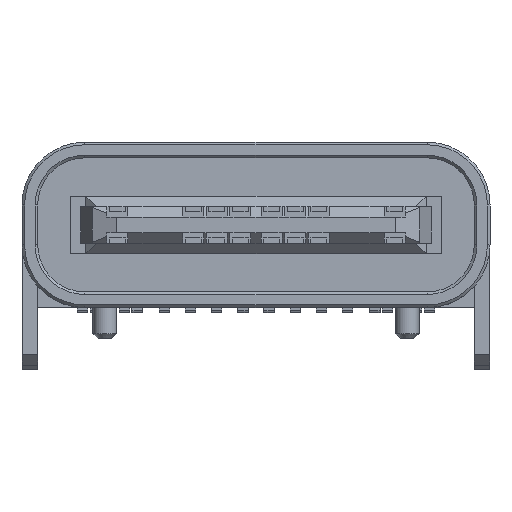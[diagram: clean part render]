
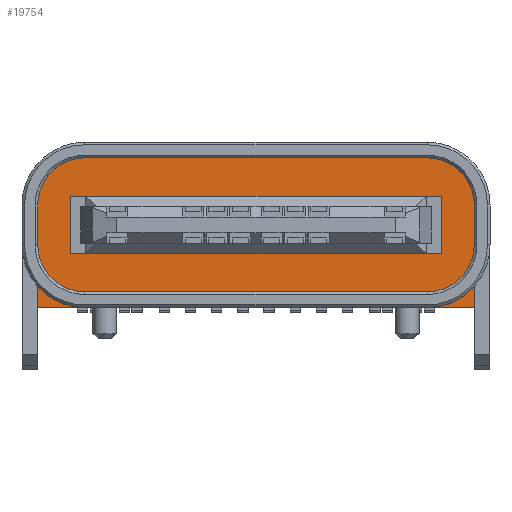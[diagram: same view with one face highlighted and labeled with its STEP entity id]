
A CAD part, front view. The second image highlights one B-rep face of the part: STEP entity #19754.
In plain terms, the highlighted planar face has unit normal (0, -1, 0).
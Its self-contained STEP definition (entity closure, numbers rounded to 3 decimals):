
#217 = ORIENTED_EDGE ( 'NONE', *, *, #30875, .F. ) ;
#456 = ORIENTED_EDGE ( 'NONE', *, *, #36588, .T. ) ;
#840 = FACE_OUTER_BOUND ( 'NONE', #2644, .T. ) ;
#1365 = VECTOR ( 'NONE', #35753, 1000. ) ;
#1617 = CARTESIAN_POINT ( 'NONE',  ( -3.27, 1.825, 2.86 ) ) ;
#1865 = ORIENTED_EDGE ( 'NONE', *, *, #13106, .F. ) ;
#2455 = DIRECTION ( 'NONE',  ( 0., 0., -1. ) ) ;
#2644 = EDGE_LOOP ( 'NONE', ( #9443, #14646, #1865, #36181, #20283, #35463 ) ) ;
#3188 = CARTESIAN_POINT ( 'NONE',  ( 3.55, 1.825, 1.03 ) ) ;
#3604 = CARTESIAN_POINT ( 'NONE',  ( -4.17, 1.825, 11.403 ) ) ;
#3810 = VERTEX_POINT ( 'NONE', #19813 ) ;
#3845 = VECTOR ( 'NONE', #13994, 1000. ) ;
#4764 = VERTEX_POINT ( 'NONE', #3188 ) ;
#4905 = EDGE_CURVE ( 'NONE', #29374, #29726, #9865, .T. ) ;
#5319 = CARTESIAN_POINT ( 'NONE',  ( -3.55, 1.825, 2.13 ) ) ;
#5434 = VERTEX_POINT ( 'NONE', #10987 ) ;
#5980 = CARTESIAN_POINT ( 'NONE',  ( -3.55, 1.825, 1.03 ) ) ;
#6324 = CARTESIAN_POINT ( 'NONE',  ( 4.17, 1.825, 1.2 ) ) ;
#7757 = DIRECTION ( 'NONE',  ( 0., -1., 0. ) ) ;
#7782 = EDGE_CURVE ( 'NONE', #23155, #25146, #30876, .T. ) ;
#8196 = LINE ( 'NONE', #5980, #18071 ) ;
#8200 = CIRCLE ( 'NONE', #11730, 0.9 ) ;
#8423 = CARTESIAN_POINT ( 'NONE',  ( 4.17, 1.825, 1.96 ) ) ;
#8461 = ORIENTED_EDGE ( 'NONE', *, *, #17305, .F. ) ;
#9443 = ORIENTED_EDGE ( 'NONE', *, *, #25374, .T. ) ;
#9523 = CIRCLE ( 'NONE', #34365, 0.9 ) ;
#9728 = FACE_BOUND ( 'NONE', #9791, .T. ) ;
#9791 = EDGE_LOOP ( 'NONE', ( #8461, #456, #217, #31330 ) ) ;
#9806 = LINE ( 'NONE', #21072, #17015 ) ;
#9865 = LINE ( 'NONE', #24456, #1365 ) ;
#9918 = DIRECTION ( 'NONE',  ( 0., 0., 1. ) ) ;
#9984 = DIRECTION ( 'NONE',  ( 0., 0., 1. ) ) ;
#10020 = VERTEX_POINT ( 'NONE', #26812 ) ;
#10987 = CARTESIAN_POINT ( 'NONE',  ( -3.55, 1.825, 1.03 ) ) ;
#11730 = AXIS2_PLACEMENT_3D ( 'NONE', #25129, #7757, #33481 ) ;
#12153 = DIRECTION ( 'NONE',  ( 0., 1., 0. ) ) ;
#13067 = LINE ( 'NONE', #23644, #16031 ) ;
#13106 = EDGE_CURVE ( 'NONE', #27798, #29374, #9523, .T. ) ;
#13188 = LINE ( 'NONE', #33015, #26349 ) ;
#13292 = VERTEX_POINT ( 'NONE', #8423 ) ;
#13994 = DIRECTION ( 'NONE',  ( -1., 0., 0. ) ) ;
#14549 = CARTESIAN_POINT ( 'NONE',  ( 4.17, 1.825, 0. ) ) ;
#14646 = ORIENTED_EDGE ( 'NONE', *, *, #4905, .F. ) ;
#14791 = CARTESIAN_POINT ( 'NONE',  ( -4.17, 1.825, 0. ) ) ;
#16031 = VECTOR ( 'NONE', #18105, 1000. ) ;
#17015 = VECTOR ( 'NONE', #9984, 1000. ) ;
#17305 = EDGE_CURVE ( 'NONE', #3810, #10020, #24745, .T. ) ;
#17413 = DIRECTION ( 'NONE',  ( 0., 0., 1. ) ) ;
#18010 = EDGE_CURVE ( 'NONE', #23155, #13292, #25731, .T. ) ;
#18057 = PLANE ( 'NONE',  #25555 ) ;
#18071 = VECTOR ( 'NONE', #19854, 1000. ) ;
#18105 = DIRECTION ( 'NONE',  ( 0., 0., -1. ) ) ;
#18640 = CARTESIAN_POINT ( 'NONE',  ( -3.27, 1.825, 1.96 ) ) ;
#19363 = CARTESIAN_POINT ( 'NONE',  ( 3.27, 1.825, 2.86 ) ) ;
#19642 = CARTESIAN_POINT ( 'NONE',  ( -4.17, 1.825, 1.96 ) ) ;
#19754 = ADVANCED_FACE ( 'NONE', ( #840, #9728 ), #18057, .T. ) ;
#19813 = CARTESIAN_POINT ( 'NONE',  ( 3.55, 1.825, 2.13 ) ) ;
#19854 = DIRECTION ( 'NONE',  ( 1., 0., 0. ) ) ;
#20283 = ORIENTED_EDGE ( 'NONE', *, *, #7782, .F. ) ;
#21072 = CARTESIAN_POINT ( 'NONE',  ( -4.17, 1.825, 1.2 ) ) ;
#23155 = VERTEX_POINT ( 'NONE', #14549 ) ;
#23644 = CARTESIAN_POINT ( 'NONE',  ( 3.55, 1.825, 2.13 ) ) ;
#24224 = EDGE_CURVE ( 'NONE', #10020, #5434, #13188, .T. ) ;
#24456 = CARTESIAN_POINT ( 'NONE',  ( -3.27, 1.825, 2.86 ) ) ;
#24745 = LINE ( 'NONE', #5319, #30804 ) ;
#25129 = CARTESIAN_POINT ( 'NONE',  ( 3.27, 1.825, 1.96 ) ) ;
#25146 = VERTEX_POINT ( 'NONE', #14791 ) ;
#25374 = EDGE_CURVE ( 'NONE', #13292, #29726, #8200, .T. ) ;
#25555 = AXIS2_PLACEMENT_3D ( 'NONE', #3604, #35268, #9918 ) ;
#25731 = LINE ( 'NONE', #6324, #35002 ) ;
#26349 = VECTOR ( 'NONE', #2455, 1000. ) ;
#26812 = CARTESIAN_POINT ( 'NONE',  ( -3.55, 1.825, 2.13 ) ) ;
#27492 = DIRECTION ( 'NONE',  ( -1., 0., 0. ) ) ;
#27694 = CARTESIAN_POINT ( 'NONE',  ( 4.17, 1.825, 0. ) ) ;
#27798 = VERTEX_POINT ( 'NONE', #19642 ) ;
#29374 = VERTEX_POINT ( 'NONE', #1617 ) ;
#29726 = VERTEX_POINT ( 'NONE', #19363 ) ;
#29916 = DIRECTION ( 'NONE',  ( 0., 0., 1. ) ) ;
#30804 = VECTOR ( 'NONE', #27492, 1000. ) ;
#30875 = EDGE_CURVE ( 'NONE', #5434, #4764, #8196, .T. ) ;
#30876 = LINE ( 'NONE', #27694, #3845 ) ;
#31330 = ORIENTED_EDGE ( 'NONE', *, *, #24224, .F. ) ;
#33015 = CARTESIAN_POINT ( 'NONE',  ( -3.55, 1.825, 2.13 ) ) ;
#33481 = DIRECTION ( 'NONE',  ( 0., 0., 1. ) ) ;
#33917 = EDGE_CURVE ( 'NONE', #25146, #27798, #9806, .T. ) ;
#34365 = AXIS2_PLACEMENT_3D ( 'NONE', #18640, #12153, #29916 ) ;
#35002 = VECTOR ( 'NONE', #17413, 1000. ) ;
#35268 = DIRECTION ( 'NONE',  ( 0., -1., 0. ) ) ;
#35463 = ORIENTED_EDGE ( 'NONE', *, *, #18010, .T. ) ;
#35753 = DIRECTION ( 'NONE',  ( 1., 0., 0. ) ) ;
#36181 = ORIENTED_EDGE ( 'NONE', *, *, #33917, .F. ) ;
#36588 = EDGE_CURVE ( 'NONE', #3810, #4764, #13067, .T. ) ;
